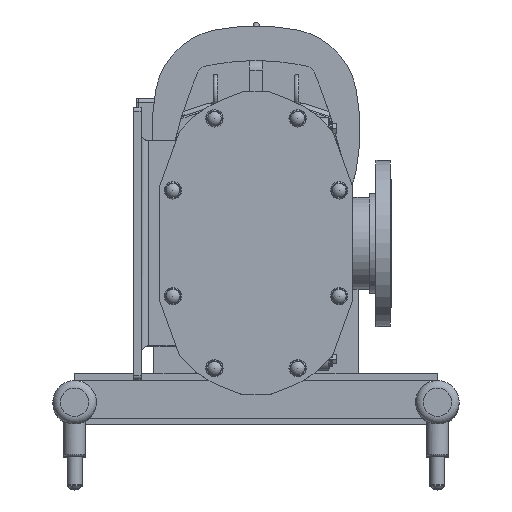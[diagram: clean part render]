
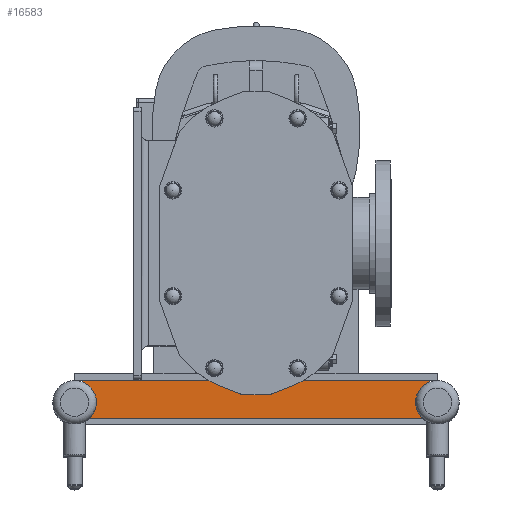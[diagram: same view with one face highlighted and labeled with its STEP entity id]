
A CAD part, top view. The second image highlights one B-rep face of the part: STEP entity #16583.
In plain terms, the highlighted planar face has unit normal (0, 0, 1).
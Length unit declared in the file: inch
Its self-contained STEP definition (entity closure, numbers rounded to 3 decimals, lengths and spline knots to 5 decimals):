
#953=CIRCLE('',#17579,1.44);
#954=CIRCLE('',#17580,1.44);
#2051=FACE_OUTER_BOUND('',#3015,.T.);
#3015=EDGE_LOOP('',(#11014,#11015,#11016,#11017,#11018,#11019));
#4113=LINE('',#24511,#5395);
#4114=LINE('',#24514,#5396);
#4115=LINE('',#24518,#5397);
#4116=LINE('',#24521,#5398);
#5395=VECTOR('',#19444,0.3937);
#5396=VECTOR('',#19447,0.3937);
#5397=VECTOR('',#19450,0.3937);
#5398=VECTOR('',#19453,0.3937);
#6678=VERTEX_POINT('',#24504);
#6680=VERTEX_POINT('',#24509);
#6681=VERTEX_POINT('',#24513);
#6682=VERTEX_POINT('',#24515);
#6683=VERTEX_POINT('',#24517);
#6684=VERTEX_POINT('',#24519);
#8408=EDGE_CURVE('',#6678,#6680,#4113,.T.);
#8409=EDGE_CURVE('',#6680,#6681,#4114,.T.);
#8410=EDGE_CURVE('',#6681,#6682,#953,.T.);
#8411=EDGE_CURVE('',#6682,#6683,#4115,.T.);
#8412=EDGE_CURVE('',#6683,#6684,#954,.T.);
#8413=EDGE_CURVE('',#6684,#6678,#4116,.T.);
#11014=ORIENTED_EDGE('',*,*,#8408,.T.);
#11015=ORIENTED_EDGE('',*,*,#8409,.T.);
#11016=ORIENTED_EDGE('',*,*,#8410,.T.);
#11017=ORIENTED_EDGE('',*,*,#8411,.T.);
#11018=ORIENTED_EDGE('',*,*,#8412,.T.);
#11019=ORIENTED_EDGE('',*,*,#8413,.T.);
#16078=PLANE('',#17578);
#16583=ADVANCED_FACE('',(#2051),#16078,.T.);
#17578=AXIS2_PLACEMENT_3D('',#24512,#19445,#19446);
#17579=AXIS2_PLACEMENT_3D('',#24516,#19448,#19449);
#17580=AXIS2_PLACEMENT_3D('',#24520,#19451,#19452);
#19444=DIRECTION('',(-1.,0.,0.));
#19445=DIRECTION('center_axis',(0.,0.,
1.));
#19446=DIRECTION('ref_axis',(1.,0.,0.));
#19447=DIRECTION('',(0.,-1.,0.));
#19448=DIRECTION('center_axis',(0.,0.,
-1.));
#19449=DIRECTION('ref_axis',(0.677,-0.736,0.));
#19450=DIRECTION('',(1.,0.,0.));
#19451=DIRECTION('center_axis',(0.,0.,
-1.));
#19452=DIRECTION('ref_axis',(-0.347,0.938,0.));
#19453=DIRECTION('',(0.,1.,0.));
#24504=CARTESIAN_POINT('',(11.4975,-9.062,-13.404));
#24509=CARTESIAN_POINT('',(-11.5025,-9.062,-13.404));
#24511=CARTESIAN_POINT('',(-0.0025,-9.062,-13.404));
#24512=CARTESIAN_POINT('Origin',(-0.0025,-10.27749,
-13.404));
#24513=CARTESIAN_POINT('',(-11.5025,-9.14909,-13.404));
#24514=CARTESIAN_POINT('',(-11.5025,-9.14909,-13.404));
#24515=CARTESIAN_POINT('',(-11.02782,-11.5595,-13.404));
#24516=CARTESIAN_POINT('Origin',(-12.0025,-10.4995,-13.404));
#24517=CARTESIAN_POINT('',(11.02282,-11.5595,-13.404));
#24518=CARTESIAN_POINT('',(11.02282,-11.5595,-13.404));
#24519=CARTESIAN_POINT('',(11.4975,-9.14909,-13.404));
#24520=CARTESIAN_POINT('Origin',(11.9975,-10.4995,-13.404));
#24521=CARTESIAN_POINT('',(11.4975,-9.0595,-13.404));
